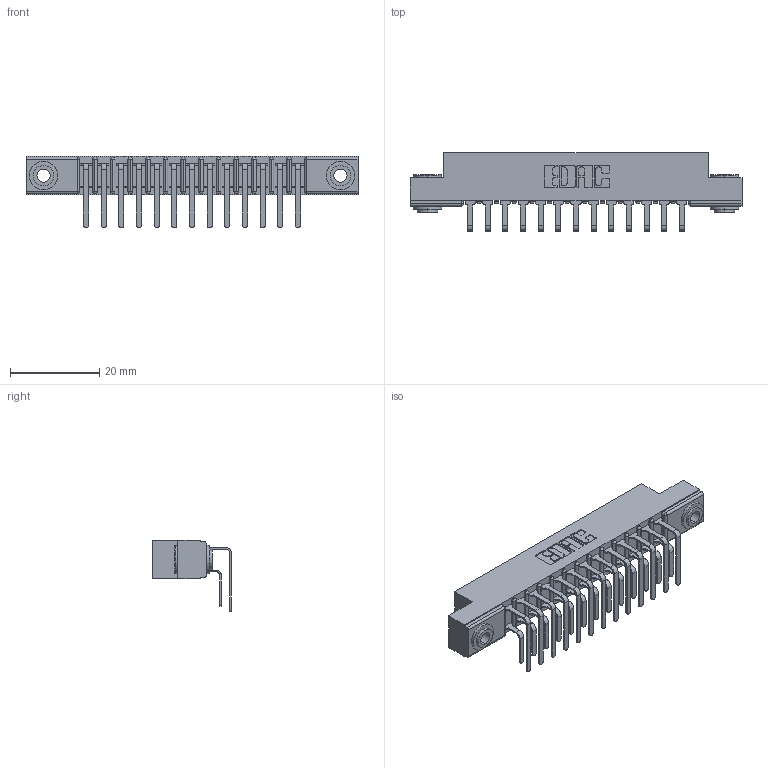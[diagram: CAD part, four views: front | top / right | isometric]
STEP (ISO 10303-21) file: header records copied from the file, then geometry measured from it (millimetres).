
FILE_DESCRIPTION (( 'STEP AP203' ), '1' );
FILE_NAME ('307-013-459-103.STEP', '2020-09-25T13:32:32', ( '' ), ( '' ), 'SwSTEP 2.0', 'SolidWorks 2020', '' );
FILE_SCHEMA (( 'CONFIG_CONTROL_DESIGN' ));
Length unit declared in the file: inch
Products named in the file (5): 307-013-459-103; 345-250-002_345-250-002-102; 307-290-001_558 559 - 1 (Single); 307 Part_.156 Dia Mounting Holes; 307-290-001_559 - 2 (Single)
Assembly tree (29 placements, depth 2):
  307-013-459-103
    307 Part_.156 Dia Mounting Holes
    307-290-001_558 559 - 1 (Single)  x13
    307-290-001_559 - 2 (Single)  x13
    345-250-002_345-250-002-102  x2
Bounding box: 74.52 x 17.69 x 16.08 mm (x, y, z)
Volume: 4992.2 mm3; surface area: 9244.3 mm2
Topology: 29 solids, 29 shells, 1484 faces, 4127 edges, 2674 vertices
Faces by surface type: plane 952, cylinder 496, sphere 28, cone 8
Entity records: 17648 total; most frequent: CARTESIAN_POINT 2880, DIRECTION 2847, ORIENTED_EDGE 2842, EDGE_CURVE 1421, LINE 1069, VECTOR 1069, VERTEX_POINT 922, AXIS2_PLACEMENT_3D 889
